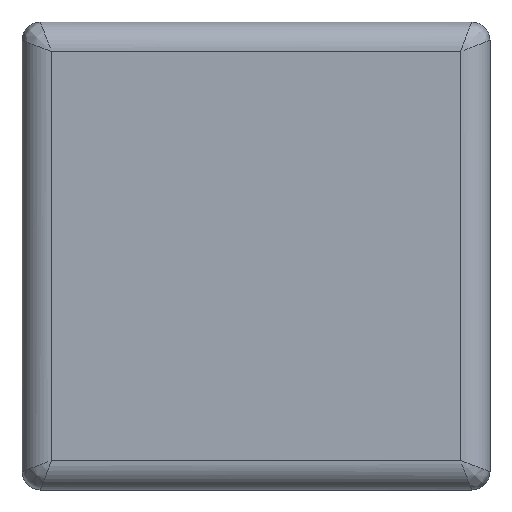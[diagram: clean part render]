
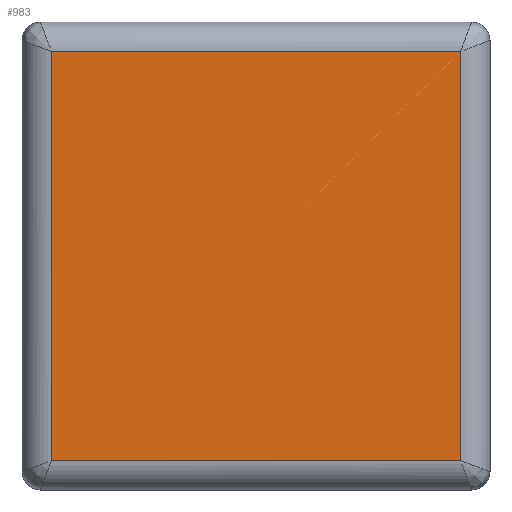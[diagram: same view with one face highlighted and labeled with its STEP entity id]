
A CAD part, left-side view. The second image highlights one B-rep face of the part: STEP entity #983.
In plain terms, the highlighted planar face has unit normal (-1, 0, 0).
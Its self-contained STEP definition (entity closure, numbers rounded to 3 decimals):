
#22=DIRECTION ( 'NONE',  ( 1., 0., 0. ) );
#43=DIRECTION ( 'NONE',  ( 0., 0., 1. ) );
#94=CARTESIAN_POINT ( 'NONE',  ( -1., 0.555, 0.08 ) );
#119=DIRECTION ( 'NONE',  ( 0., 0., -1. ) );
#124=EDGE_CURVE ( 'NONE', #585, #703, #866, .T. );
#130=DIRECTION ( 'NONE',  ( 0., -1., 0. ) );
#153=VERTEX_POINT ( 'NONE', #562 );
#174=CARTESIAN_POINT ( 'NONE',  ( -1., -0.555, 1.19 ) );
#182=CARTESIAN_POINT ( 'NONE',  ( -1., -0.555, 0.08 ) );
#217=CARTESIAN_POINT ( 'NONE',  ( -1., 0., 0.08 ) );
#251=DIRECTION ( 'NONE',  ( 0., 1., 0. ) );
#255=DIRECTION ( 'NONE',  ( 0., 0., -1. ) );
#294=FACE_OUTER_BOUND ( 'NONE', #1520, .T. );
#314=VECTOR ( 'NONE', #130, 1000. );
#371=CARTESIAN_POINT ( 'NONE',  ( -1., -0.635, 1.19 ) );
#407=CARTESIAN_POINT ( 'NONE',  ( -1., -0.555, 1.27 ) );
#408=VECTOR ( 'NONE', #43, 1000. );
#489=EDGE_CURVE ( 'NONE', #703, #1554, #1142, .T. );
#562=CARTESIAN_POINT ( 'NONE',  ( -1., 0.555, 1.19 ) );
#585=VERTEX_POINT ( 'NONE', #94 );
#598=CARTESIAN_POINT ( 'NONE',  ( -1., 0.555, 1.27 ) );
#703=VERTEX_POINT ( 'NONE', #182 );
#812=PLANE ( 'NONE',  #1061 );
#866=LINE ( 'NONE', #217, #314 );
#938=VECTOR ( 'NONE', #251, 1000. );
#942=EDGE_CURVE ( 'NONE', #1554, #153, #1003, .T. );
#983=ADVANCED_FACE ( 'NONE', ( #294 ), #812, .F. );
#1003=LINE ( 'NONE', #371, #938 );
#1061=AXIS2_PLACEMENT_3D ( 'NONE', #1091, #22, #119 );
#1091=CARTESIAN_POINT ( 'NONE',  ( -1., -0.635, 1.27 ) );
#1142=LINE ( 'NONE', #407, #408 );
#1454=ORIENTED_EDGE ( 'NONE', *, *, #124, .T. );
#1480=ORIENTED_EDGE ( 'NONE', *, *, #1631, .T. );
#1520=EDGE_LOOP ( 'NONE', ( #1480, #1454, #1588, #1580 ) );
#1538=VECTOR ( 'NONE', #255, 1000. );
#1554=VERTEX_POINT ( 'NONE', #174 );
#1580=ORIENTED_EDGE ( 'NONE', *, *, #942, .T. );
#1588=ORIENTED_EDGE ( 'NONE', *, *, #489, .T. );
#1631=EDGE_CURVE ( 'NONE', #153, #585, #1672, .T. );
#1672=LINE ( 'NONE', #598, #1538 );
